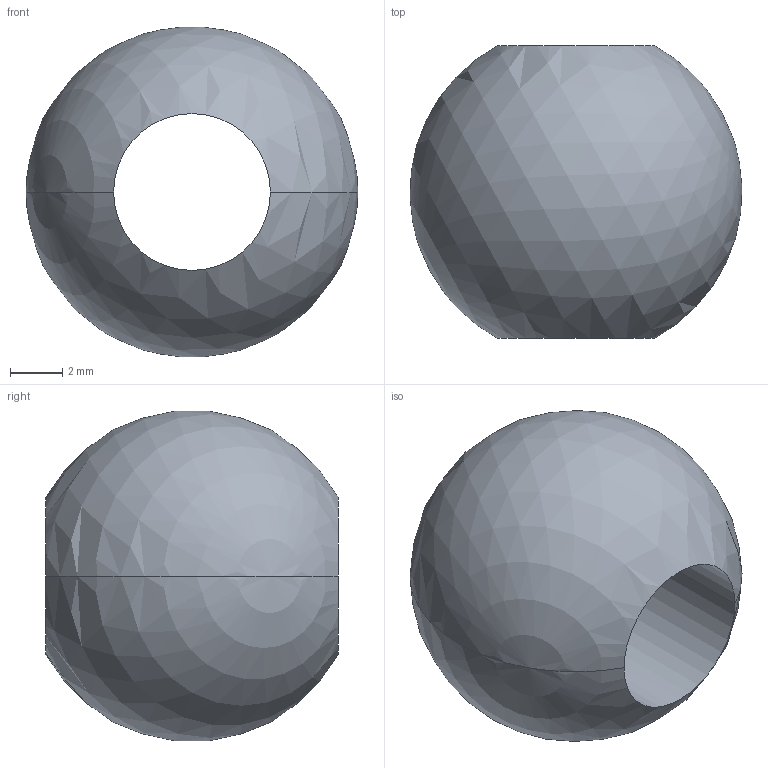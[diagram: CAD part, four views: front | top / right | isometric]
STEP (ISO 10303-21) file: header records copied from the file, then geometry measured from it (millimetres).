
FILE_DESCRIPTION(('CoCreate Modeling STEP Export'),'2;1');
FILE_NAME('m17.stp','2011-05-24T11:21:42',(''),(''),'CoCreate Modeling STEP processor for AP214 (Solid Model)','CoCreate Modeling 18.0P1120 20-Nov-2010 (C) Parametric Technology GmbH','');
FILE_SCHEMA(('AUTOMOTIVE_DESIGN { 1 0 10303 214 1 1 1 1 }'));
Length unit declared in the file: millimetre
Products named in the file (1): BODY_3____SOL2604_-_WSP_CAPTEUR.PRT
Bounding box: 12.7 x 11.19 x 12.62 mm (x, y, z)
Volume: 734.3 mm3; surface area: 657.6 mm2
Topology: 1 solids, 1 shells, 4 faces, 14 edges, 6 vertices
Faces by surface type: sphere 2, cylinder 2
Entity records: 127 total; most frequent: ORIENTED_EDGE 20, DIRECTION 18, CARTESIAN_POINT 16, EDGE_CURVE 10, AXIS2_PLACEMENT_3D 8, VERTEX_POINT 6, EDGE_LOOP 4, FACE_OUTER_BOUND 4
